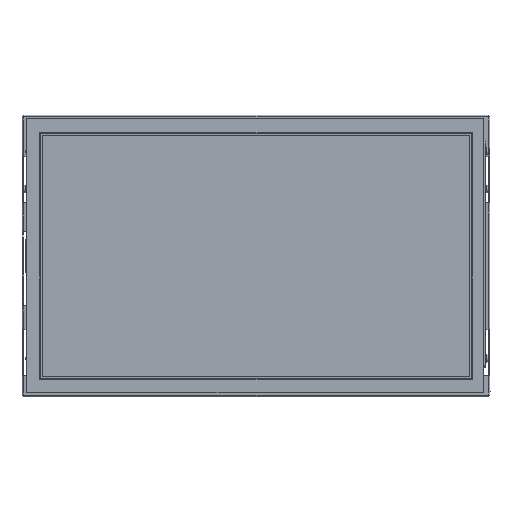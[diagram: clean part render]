
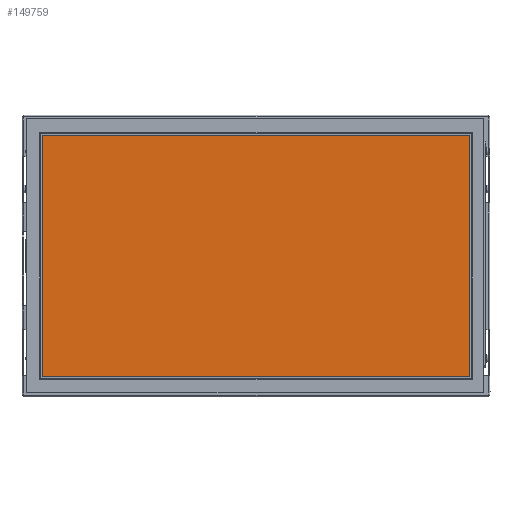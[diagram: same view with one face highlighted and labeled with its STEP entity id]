
A CAD part, top view. The second image highlights one B-rep face of the part: STEP entity #149759.
In plain terms, the highlighted planar face has unit normal (0, 0, 1).
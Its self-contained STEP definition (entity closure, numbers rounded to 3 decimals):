
#1411=PLANE('',#157810);
#7407=FACE_OUTER_BOUND('',#15400,.T.);
#15400=EDGE_LOOP('',(#102488,#102489,#102490,#102491));
#28136=LINE('',#212843,#46410);
#28137=LINE('',#212845,#46411);
#28138=LINE('',#212847,#46412);
#28139=LINE('',#212848,#46413);
#46410=VECTOR('',#169881,10.);
#46411=VECTOR('',#169882,10.);
#46412=VECTOR('',#169883,10.);
#46413=VECTOR('',#169884,10.);
#64700=VERTEX_POINT('',#212841);
#64701=VERTEX_POINT('',#212842);
#64702=VERTEX_POINT('',#212844);
#64703=VERTEX_POINT('',#212846);
#79633=EDGE_CURVE('',#64700,#64701,#28136,.T.);
#79634=EDGE_CURVE('',#64701,#64702,#28137,.T.);
#79635=EDGE_CURVE('',#64702,#64703,#28138,.T.);
#79636=EDGE_CURVE('',#64703,#64700,#28139,.T.);
#102488=ORIENTED_EDGE('',*,*,#79633,.T.);
#102489=ORIENTED_EDGE('',*,*,#79634,.T.);
#102490=ORIENTED_EDGE('',*,*,#79635,.T.);
#102491=ORIENTED_EDGE('',*,*,#79636,.T.);
#149759=ADVANCED_FACE('',(#7407),#1411,.T.);
#157810=AXIS2_PLACEMENT_3D('',#212840,#169879,#169880);
#169879=DIRECTION('center_axis',(0.,0.,
1.));
#169880=DIRECTION('ref_axis',(1.,0.,0.));
#169881=DIRECTION('',(0.,-1.,0.));
#169882=DIRECTION('',(1.,0.,0.));
#169883=DIRECTION('',(0.,1.,0.));
#169884=DIRECTION('',(-1.,0.,0.));
#212840=CARTESIAN_POINT('Origin',(-0.5,0.15,
8.26));
#212841=CARTESIAN_POINT('',(-111.36,62.64,8.26));
#212842=CARTESIAN_POINT('',(-111.36,-62.64,8.26));
#212843=CARTESIAN_POINT('',(-111.36,-31.245,8.26));
#212844=CARTESIAN_POINT('',(111.36,-62.64,8.26));
#212845=CARTESIAN_POINT('',(55.43,-62.64,8.26));
#212846=CARTESIAN_POINT('',(111.36,62.64,8.26));
#212847=CARTESIAN_POINT('',(111.36,31.395,8.26));
#212848=CARTESIAN_POINT('',(-55.93,62.64,8.26));
